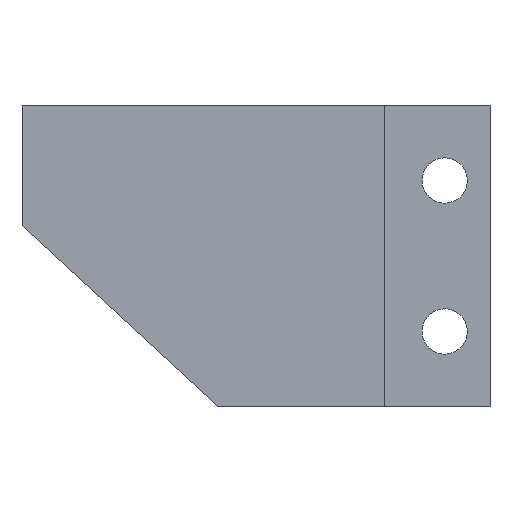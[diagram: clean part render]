
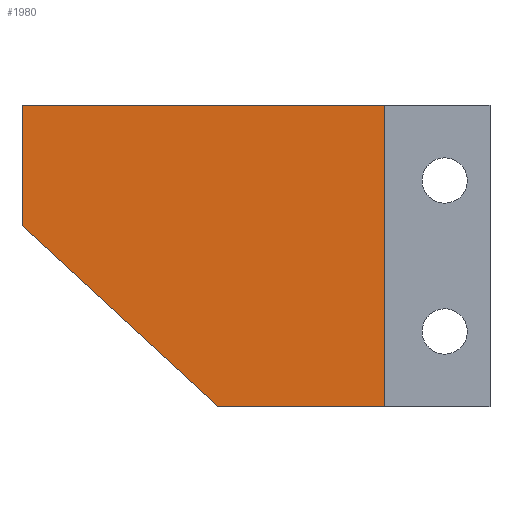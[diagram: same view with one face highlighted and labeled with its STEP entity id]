
A CAD part, left-side view. The second image highlights one B-rep face of the part: STEP entity #1980.
In plain terms, the highlighted free-form (B-spline) face has degree [1, 1] with [2, 2] control points.
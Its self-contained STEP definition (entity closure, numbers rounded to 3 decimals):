
#70 = B_SPLINE_SURFACE_WITH_KNOTS('',1,1,(
    (#71,#72)
    ,(#73,#74
  )),.UNSPECIFIED.,.F.,.F.,.F.,(2,2),(2,2),(0.,31.),(-29.,0.),
  .PIECEWISE_BEZIER_KNOTS.);
#71 = CARTESIAN_POINT('',(19.,126.,10.));
#72 = CARTESIAN_POINT('',(-10.,126.,10.));
#73 = CARTESIAN_POINT('',(19.,157.,10.));
#74 = CARTESIAN_POINT('',(-10.,157.,10.));
#121 = B_SPLINE_SURFACE_WITH_KNOTS('',1,1,(
    (#122,#123)
    ,(#124,#125
    )),.UNSPECIFIED.,.F.,.F.,.F.,(2,2),(2,2),(0.,18.),(-29.,0.),
  .PIECEWISE_BEZIER_KNOTS.);
#122 = CARTESIAN_POINT('',(19.,126.,-10.));
#123 = CARTESIAN_POINT('',(-10.,126.,-10.));
#124 = CARTESIAN_POINT('',(19.,144.,-10.));
#125 = CARTESIAN_POINT('',(-10.,144.,-10.));
#175 = PLANE('',#176);
#176 = AXIS2_PLACEMENT_3D('',#177,#178,#179);
#177 = CARTESIAN_POINT('',(-10.,133.,-10.));
#178 = DIRECTION('',(0.,1.,0.));
#179 = DIRECTION('',(0.,0.,1.));
#916 = VERTEX_POINT('',#917);
#917 = CARTESIAN_POINT('',(-10.,133.,-10.));
#1017 = VERTEX_POINT('',#1018);
#1018 = CARTESIAN_POINT('',(-10.,144.,-10.));
#1030 = B_SPLINE_SURFACE_WITH_KNOTS('',1,1,(
    (#1031,#1032)
    ,(#1033,#1034
    )),.UNSPECIFIED.,.F.,.F.,.F.,(2,2),(2,2),(0.,17.692),(-29.,
    0.),.PIECEWISE_BEZIER_KNOTS.);
#1031 = CARTESIAN_POINT('',(19.,157.,2.));
#1032 = CARTESIAN_POINT('',(-10.,157.,2.));
#1033 = CARTESIAN_POINT('',(19.,144.,-10.));
#1034 = CARTESIAN_POINT('',(-10.,144.,-10.));
#1041 = EDGE_CURVE('',#916,#1017,#1042,.T.);
#1042 = SURFACE_CURVE('',#1043,(#1046,#1052),.PCURVE_S1.);
#1043 = B_SPLINE_CURVE_WITH_KNOTS('',1,(#1044,#1045),.UNSPECIFIED.,.F.,
  .F.,(2,2),(0.,18.),.PIECEWISE_BEZIER_KNOTS.);
#1044 = CARTESIAN_POINT('',(-10.,126.,-10.));
#1045 = CARTESIAN_POINT('',(-10.,144.,-10.));
#1046 = PCURVE('',#121,#1047);
#1047 = DEFINITIONAL_REPRESENTATION('',(#1048),#1051);
#1048 = B_SPLINE_CURVE_WITH_KNOTS('',1,(#1049,#1050),.UNSPECIFIED.,.F.,
  .F.,(2,2),(0.,18.),.PIECEWISE_BEZIER_KNOTS.);
#1049 = CARTESIAN_POINT('',(0.,0.));
#1050 = CARTESIAN_POINT('',(18.,0.));
#1051 = ( GEOMETRIC_REPRESENTATION_CONTEXT(2) 
PARAMETRIC_REPRESENTATION_CONTEXT() REPRESENTATION_CONTEXT('2D SPACE',''
  ) );
#1052 = PCURVE('',#1053,#1058);
#1053 = B_SPLINE_SURFACE_WITH_KNOTS('',1,1,(
    (#1054,#1055)
    ,(#1056,#1057
    )),.UNSPECIFIED.,.F.,.F.,.F.,(2,2),(2,2),(-31.,0.),(-20.,0.),
  .PIECEWISE_BEZIER_KNOTS.);
#1054 = CARTESIAN_POINT('',(-10.,157.,-10.));
#1055 = CARTESIAN_POINT('',(-10.,157.,10.));
#1056 = CARTESIAN_POINT('',(-10.,126.,-10.));
#1057 = CARTESIAN_POINT('',(-10.,126.,10.));
#1058 = DEFINITIONAL_REPRESENTATION('',(#1059),#1062);
#1059 = B_SPLINE_CURVE_WITH_KNOTS('',1,(#1060,#1061),.UNSPECIFIED.,.F.,
  .F.,(2,2),(0.,18.),.PIECEWISE_BEZIER_KNOTS.);
#1060 = CARTESIAN_POINT('',(0.,-20.));
#1061 = CARTESIAN_POINT('',(-18.,-20.));
#1062 = ( GEOMETRIC_REPRESENTATION_CONTEXT(2) 
PARAMETRIC_REPRESENTATION_CONTEXT() REPRESENTATION_CONTEXT('2D SPACE',''
  ) );
#1791 = VERTEX_POINT('',#1792);
#1792 = CARTESIAN_POINT('',(-10.,133.,10.));
#1860 = VERTEX_POINT('',#1861);
#1861 = CARTESIAN_POINT('',(-10.,157.,10.));
#1873 = B_SPLINE_SURFACE_WITH_KNOTS('',1,1,(
    (#1874,#1875)
    ,(#1876,#1877
    )),.UNSPECIFIED.,.F.,.F.,.F.,(2,2),(2,2),(0.,8.),(-29.,0.),
  .PIECEWISE_BEZIER_KNOTS.);
#1874 = CARTESIAN_POINT('',(19.,157.,10.));
#1875 = CARTESIAN_POINT('',(-10.,157.,10.));
#1876 = CARTESIAN_POINT('',(19.,157.,2.));
#1877 = CARTESIAN_POINT('',(-10.,157.,2.));
#1884 = EDGE_CURVE('',#1791,#1860,#1885,.T.);
#1885 = SURFACE_CURVE('',#1886,(#1889,#1895),.PCURVE_S1.);
#1886 = B_SPLINE_CURVE_WITH_KNOTS('',1,(#1887,#1888),.UNSPECIFIED.,.F.,
  .F.,(2,2),(0.,31.),.PIECEWISE_BEZIER_KNOTS.);
#1887 = CARTESIAN_POINT('',(-10.,126.,10.));
#1888 = CARTESIAN_POINT('',(-10.,157.,10.));
#1889 = PCURVE('',#70,#1890);
#1890 = DEFINITIONAL_REPRESENTATION('',(#1891),#1894);
#1891 = B_SPLINE_CURVE_WITH_KNOTS('',1,(#1892,#1893),.UNSPECIFIED.,.F.,
  .F.,(2,2),(0.,31.),.PIECEWISE_BEZIER_KNOTS.);
#1892 = CARTESIAN_POINT('',(0.,0.));
#1893 = CARTESIAN_POINT('',(31.,0.));
#1894 = ( GEOMETRIC_REPRESENTATION_CONTEXT(2) 
PARAMETRIC_REPRESENTATION_CONTEXT() REPRESENTATION_CONTEXT('2D SPACE',''
  ) );
#1895 = PCURVE('',#1053,#1896);
#1896 = DEFINITIONAL_REPRESENTATION('',(#1897),#1900);
#1897 = B_SPLINE_CURVE_WITH_KNOTS('',1,(#1898,#1899),.UNSPECIFIED.,.F.,
  .F.,(2,2),(0.,31.),.PIECEWISE_BEZIER_KNOTS.);
#1898 = CARTESIAN_POINT('',(0.,0.));
#1899 = CARTESIAN_POINT('',(-31.,0.));
#1900 = ( GEOMETRIC_REPRESENTATION_CONTEXT(2) 
PARAMETRIC_REPRESENTATION_CONTEXT() REPRESENTATION_CONTEXT('2D SPACE',''
  ) );
#1906 = EDGE_CURVE('',#916,#1791,#1907,.T.);
#1907 = SURFACE_CURVE('',#1908,(#1912,#1919),.PCURVE_S1.);
#1908 = LINE('',#1909,#1910);
#1909 = CARTESIAN_POINT('',(-10.,133.,-10.));
#1910 = VECTOR('',#1911,1.);
#1911 = DIRECTION('',(0.,0.,1.));
#1912 = PCURVE('',#175,#1913);
#1913 = DEFINITIONAL_REPRESENTATION('',(#1914),#1918);
#1914 = LINE('',#1915,#1916);
#1915 = CARTESIAN_POINT('',(0.,0.));
#1916 = VECTOR('',#1917,1.);
#1917 = DIRECTION('',(1.,0.));
#1918 = ( GEOMETRIC_REPRESENTATION_CONTEXT(2) 
PARAMETRIC_REPRESENTATION_CONTEXT() REPRESENTATION_CONTEXT('2D SPACE',''
  ) );
#1919 = PCURVE('',#1053,#1920);
#1920 = DEFINITIONAL_REPRESENTATION('',(#1921),#1925);
#1921 = B_SPLINE_CURVE_WITH_KNOTS('',2,(#1922,#1923,#1924),
  .UNSPECIFIED.,.F.,.F.,(3,3),(0.,20.),.PIECEWISE_BEZIER_KNOTS.);
#1922 = CARTESIAN_POINT('',(-7.,-20.));
#1923 = CARTESIAN_POINT('',(-7.,-10.));
#1924 = CARTESIAN_POINT('',(-7.,0.));
#1925 = ( GEOMETRIC_REPRESENTATION_CONTEXT(2) 
PARAMETRIC_REPRESENTATION_CONTEXT() REPRESENTATION_CONTEXT('2D SPACE',''
  ) );
#1980 = ADVANCED_FACE('',(#1981),#1053,.T.);
#1981 = FACE_BOUND('',#1982,.T.);
#1982 = EDGE_LOOP('',(#1983,#1984,#1985,#1986,#2006));
#1983 = ORIENTED_EDGE('',*,*,#1041,.F.);
#1984 = ORIENTED_EDGE('',*,*,#1906,.T.);
#1985 = ORIENTED_EDGE('',*,*,#1884,.T.);
#1986 = ORIENTED_EDGE('',*,*,#1987,.T.);
#1987 = EDGE_CURVE('',#1860,#1988,#1990,.T.);
#1988 = VERTEX_POINT('',#1989);
#1989 = CARTESIAN_POINT('',(-10.,157.,2.));
#1990 = SURFACE_CURVE('',#1991,(#1994,#2000),.PCURVE_S1.);
#1991 = B_SPLINE_CURVE_WITH_KNOTS('',1,(#1992,#1993),.UNSPECIFIED.,.F.,
  .F.,(2,2),(0.,8.),.PIECEWISE_BEZIER_KNOTS.);
#1992 = CARTESIAN_POINT('',(-10.,157.,10.));
#1993 = CARTESIAN_POINT('',(-10.,157.,2.));
#1994 = PCURVE('',#1053,#1995);
#1995 = DEFINITIONAL_REPRESENTATION('',(#1996),#1999);
#1996 = B_SPLINE_CURVE_WITH_KNOTS('',1,(#1997,#1998),.UNSPECIFIED.,.F.,
  .F.,(2,2),(0.,8.),.PIECEWISE_BEZIER_KNOTS.);
#1997 = CARTESIAN_POINT('',(-31.,0.));
#1998 = CARTESIAN_POINT('',(-31.,-8.));
#1999 = ( GEOMETRIC_REPRESENTATION_CONTEXT(2) 
PARAMETRIC_REPRESENTATION_CONTEXT() REPRESENTATION_CONTEXT('2D SPACE',''
  ) );
#2000 = PCURVE('',#1873,#2001);
#2001 = DEFINITIONAL_REPRESENTATION('',(#2002),#2005);
#2002 = B_SPLINE_CURVE_WITH_KNOTS('',1,(#2003,#2004),.UNSPECIFIED.,.F.,
  .F.,(2,2),(0.,8.),.PIECEWISE_BEZIER_KNOTS.);
#2003 = CARTESIAN_POINT('',(0.,0.));
#2004 = CARTESIAN_POINT('',(8.,0.));
#2005 = ( GEOMETRIC_REPRESENTATION_CONTEXT(2) 
PARAMETRIC_REPRESENTATION_CONTEXT() REPRESENTATION_CONTEXT('2D SPACE',''
  ) );
#2006 = ORIENTED_EDGE('',*,*,#2007,.T.);
#2007 = EDGE_CURVE('',#1988,#1017,#2008,.T.);
#2008 = SURFACE_CURVE('',#2009,(#2012,#2018),.PCURVE_S1.);
#2009 = B_SPLINE_CURVE_WITH_KNOTS('',1,(#2010,#2011),.UNSPECIFIED.,.F.,
  .F.,(2,2),(0.,17.692),.PIECEWISE_BEZIER_KNOTS.);
#2010 = CARTESIAN_POINT('',(-10.,157.,2.));
#2011 = CARTESIAN_POINT('',(-10.,144.,-10.));
#2012 = PCURVE('',#1053,#2013);
#2013 = DEFINITIONAL_REPRESENTATION('',(#2014),#2017);
#2014 = B_SPLINE_CURVE_WITH_KNOTS('',1,(#2015,#2016),.UNSPECIFIED.,.F.,
  .F.,(2,2),(0.,17.692),.PIECEWISE_BEZIER_KNOTS.);
#2015 = CARTESIAN_POINT('',(-31.,-8.));
#2016 = CARTESIAN_POINT('',(-18.,-20.));
#2017 = ( GEOMETRIC_REPRESENTATION_CONTEXT(2) 
PARAMETRIC_REPRESENTATION_CONTEXT() REPRESENTATION_CONTEXT('2D SPACE',''
  ) );
#2018 = PCURVE('',#1030,#2019);
#2019 = DEFINITIONAL_REPRESENTATION('',(#2020),#2023);
#2020 = B_SPLINE_CURVE_WITH_KNOTS('',1,(#2021,#2022),.UNSPECIFIED.,.F.,
  .F.,(2,2),(0.,17.692),.PIECEWISE_BEZIER_KNOTS.);
#2021 = CARTESIAN_POINT('',(0.,0.));
#2022 = CARTESIAN_POINT('',(17.692,0.));
#2023 = ( GEOMETRIC_REPRESENTATION_CONTEXT(2) 
PARAMETRIC_REPRESENTATION_CONTEXT() REPRESENTATION_CONTEXT('2D SPACE',''
  ) );
